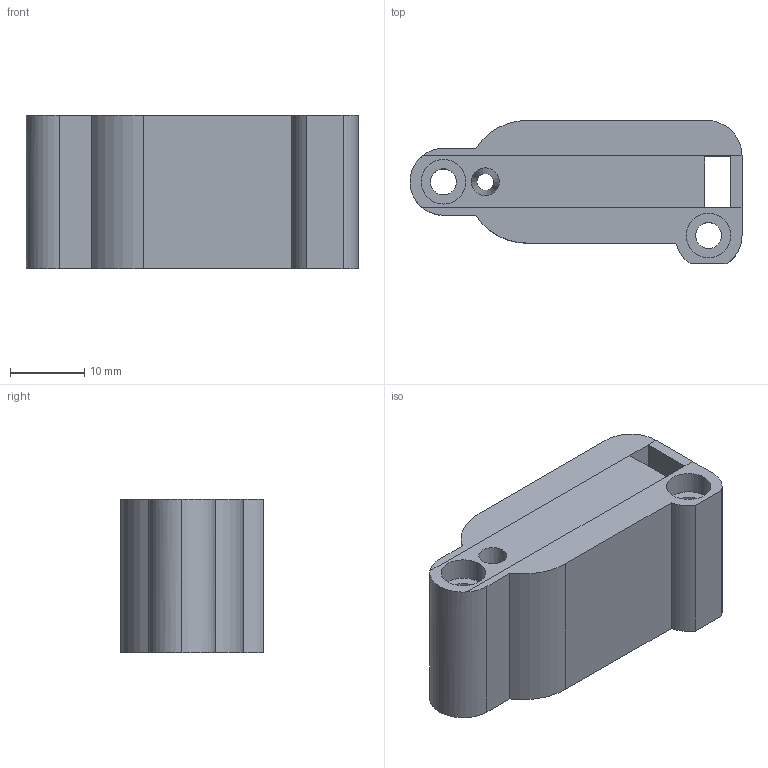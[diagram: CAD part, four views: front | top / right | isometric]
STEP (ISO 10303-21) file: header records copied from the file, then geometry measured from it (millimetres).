
FILE_DESCRIPTION(('FreeCAD Model'),'2;1');
FILE_NAME('Open CASCADE Shape Model','2024-07-08T17:47:40',('Author'),( ''),'Open CASCADE STEP processor 7.7','FreeCAD','Unknown');
FILE_SCHEMA(('AUTOMOTIVE_DESIGN { 1 0 10303 214 1 1 1 1 }'));
Length unit declared in the file: millimetre
Products named in the file (1): V2 top
Bounding box: 44.65 x 19.23 x 20.7 mm (x, y, z)
Volume: 9147.4 mm3; surface area: 5646.8 mm2
Topology: 1 solids, 1 shells, 55 faces, 149 edges, 94 vertices
Faces by surface type: plane 38, cylinder 14, sphere 2, cone 1
Full cylindrical faces by diameter (mm): 2.25 x1, 3.5 x2, 6 x2
Entity records: 1798 total; most frequent: CARTESIAN_POINT 357, DIRECTION 294, ORIENTED_EDGE 294, EDGE_CURVE 147, LINE 108, VECTOR 108, VERTEX_POINT 94, AXIS2_PLACEMENT_3D 93
